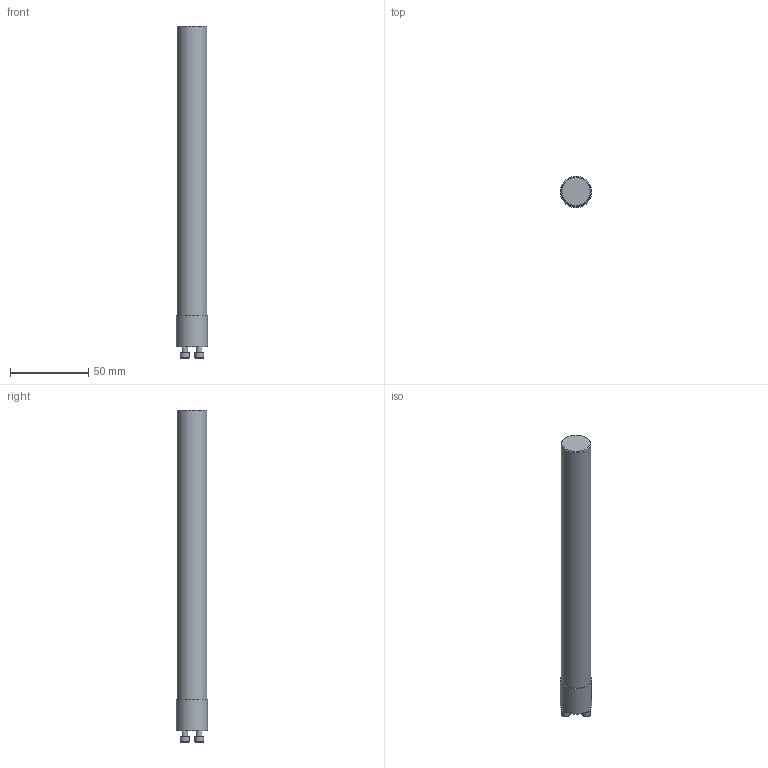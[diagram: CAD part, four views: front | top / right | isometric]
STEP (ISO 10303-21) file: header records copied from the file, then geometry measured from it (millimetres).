
FILE_DESCRIPTION(/* description */ (''),/* implementation_level */ '2;1');
FILE_NAME(/* name */ 'toolcomp_1.stp',/* time_stamp */ '2019-08-14T14:48:40+02:00',/* author */ (''),/* organization */ ('SMS'),/* preprocessor_version */ 'ST-DEVELOPER v15',/* originating_system */ 'SIEMENS PLM Software NX 8.5',/* authorisation */ '');
FILE_SCHEMA (('AUTOMOTIVE_DESIGN { 1 0 10303 214 3 1 1 1 }'));
Length unit declared in the file: millimetre
Products named in the file (1): TOOLCOMP_1
Bounding box: 20 x 20 x 212.2 mm (x, y, z)
Volume: 59089.6 mm3; surface area: 13586.8 mm2
Topology: 1 solids, 2 shells, 63 faces, 139 edges, 88 vertices
Faces by surface type: plane 46, cylinder 9, cone 8
Full cylindrical faces by diameter (mm): 3.505 x3, 5.7 x3, 9.5 x1, 19.038 x1, 20 x1
Entity records: 1619 total; most frequent: DIRECTION 286, CARTESIAN_POINT 261, ORIENTED_EDGE 224, EDGE_CURVE 112, AXIS2_PLACEMENT_3D 107, EDGE_LOOP 86, VERTEX_POINT 80, LINE 72
